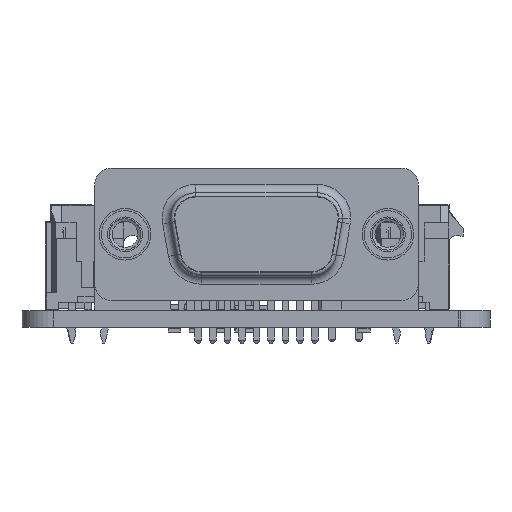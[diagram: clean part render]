
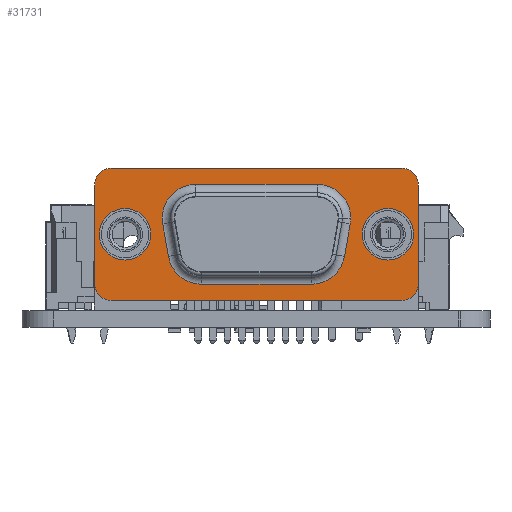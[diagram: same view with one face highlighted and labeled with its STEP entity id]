
A CAD part, left-side view. The second image highlights one B-rep face of the part: STEP entity #31731.
In plain terms, the highlighted face is planar.
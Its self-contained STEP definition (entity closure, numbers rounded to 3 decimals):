
#31374 = VERTEX_POINT('',#31375);
#31375 = CARTESIAN_POINT('',(14.945,7.2,9.5));
#31381 = EDGE_CURVE('',#31382,#31374,#31384,.T.);
#31382 = VERTEX_POINT('',#31383);
#31383 = CARTESIAN_POINT('',(10.045,7.2,9.5));
#31384 = CIRCLE('',#31385,2.45);
#31385 = AXIS2_PLACEMENT_3D('',#31386,#31387,#31388);
#31386 = CARTESIAN_POINT('',(12.495,7.2,9.5));
#31387 = DIRECTION('',(0.,0.,1.));
#31388 = DIRECTION('',(-1.,0.,0.));
#31416 = VERTEX_POINT('',#31417);
#31417 = CARTESIAN_POINT('',(-10.045,7.2,9.5));
#31423 = EDGE_CURVE('',#31424,#31416,#31426,.T.);
#31424 = VERTEX_POINT('',#31425);
#31425 = CARTESIAN_POINT('',(-14.945,7.2,9.5));
#31426 = CIRCLE('',#31427,2.45);
#31427 = AXIS2_PLACEMENT_3D('',#31428,#31429,#31430);
#31428 = CARTESIAN_POINT('',(-12.495,7.2,9.5));
#31429 = DIRECTION('',(0.,0.,1.));
#31430 = DIRECTION('',(1.,0.,0.));
#31498 = VERTEX_POINT('',#31499);
#31499 = CARTESIAN_POINT('',(5.765,11.95,9.5));
#31508 = EDGE_CURVE('',#31498,#31509,#31511,.T.);
#31509 = VERTEX_POINT('',#31510);
#31510 = CARTESIAN_POINT('',(8.965,8.75,9.5));
#31511 = CIRCLE('',#31512,3.2);
#31512 = AXIS2_PLACEMENT_3D('',#31513,#31514,#31515);
#31513 = CARTESIAN_POINT('',(5.765,8.75,9.5));
#31514 = DIRECTION('',(0.,-0.,-1.));
#31515 = DIRECTION('',(1.,0.,0.));
#31731 = ADVANCED_FACE('',(#31732,#31742,#31752,#31821),#31891,.T.);
#31732 = FACE_BOUND('',#31733,.T.);
#31733 = EDGE_LOOP('',(#31734,#31741));
#31734 = ORIENTED_EDGE('',*,*,#31735,.F.);
#31735 = EDGE_CURVE('',#31374,#31382,#31736,.T.);
#31736 = CIRCLE('',#31737,2.45);
#31737 = AXIS2_PLACEMENT_3D('',#31738,#31739,#31740);
#31738 = CARTESIAN_POINT('',(12.495,7.2,9.5));
#31739 = DIRECTION('',(0.,0.,1.));
#31740 = DIRECTION('',(-1.,0.,0.));
#31741 = ORIENTED_EDGE('',*,*,#31381,.F.);
#31742 = FACE_BOUND('',#31743,.T.);
#31743 = EDGE_LOOP('',(#31744,#31751));
#31744 = ORIENTED_EDGE('',*,*,#31745,.F.);
#31745 = EDGE_CURVE('',#31416,#31424,#31746,.T.);
#31746 = CIRCLE('',#31747,2.45);
#31747 = AXIS2_PLACEMENT_3D('',#31748,#31749,#31750);
#31748 = CARTESIAN_POINT('',(-12.495,7.2,9.5));
#31749 = DIRECTION('',(0.,0.,1.));
#31750 = DIRECTION('',(1.,0.,0.));
#31751 = ORIENTED_EDGE('',*,*,#31423,.F.);
#31752 = FACE_BOUND('',#31753,.T.);
#31753 = EDGE_LOOP('',(#31754,#31762,#31763,#31772,#31780,#31789,#31797,
    #31806,#31814));
#31754 = ORIENTED_EDGE('',*,*,#31755,.T.);
#31755 = EDGE_CURVE('',#31756,#31498,#31758,.T.);
#31756 = VERTEX_POINT('',#31757);
#31757 = CARTESIAN_POINT('',(-5.765,11.95,9.5));
#31758 = LINE('',#31759,#31760);
#31759 = CARTESIAN_POINT('',(0.,11.95,9.5));
#31760 = VECTOR('',#31761,1.);
#31761 = DIRECTION('',(1.,0.,0.));
#31762 = ORIENTED_EDGE('',*,*,#31508,.T.);
#31763 = ORIENTED_EDGE('',*,*,#31764,.T.);
#31764 = EDGE_CURVE('',#31509,#31765,#31767,.T.);
#31765 = VERTEX_POINT('',#31766);
#31766 = CARTESIAN_POINT('',(8.916,8.194,9.5));
#31767 = CIRCLE('',#31768,3.2);
#31768 = AXIS2_PLACEMENT_3D('',#31769,#31770,#31771);
#31769 = CARTESIAN_POINT('',(5.765,8.75,9.5));
#31770 = DIRECTION('',(0.,0.,-1.));
#31771 = DIRECTION('',(1.,0.,0.));
#31772 = ORIENTED_EDGE('',*,*,#31773,.T.);
#31773 = EDGE_CURVE('',#31765,#31774,#31776,.T.);
#31774 = VERTEX_POINT('',#31775);
#31775 = CARTESIAN_POINT('',(8.37,5.094,9.5));
#31776 = LINE('',#31777,#31778);
#31777 = CARTESIAN_POINT('',(8.477,5.705,9.5));
#31778 = VECTOR('',#31779,1.);
#31779 = DIRECTION('',(-0.174,-0.985,-0.));
#31780 = ORIENTED_EDGE('',*,*,#31781,.T.);
#31781 = EDGE_CURVE('',#31774,#31782,#31784,.T.);
#31782 = VERTEX_POINT('',#31783);
#31783 = CARTESIAN_POINT('',(5.218,2.45,9.5));
#31784 = CIRCLE('',#31785,3.2);
#31785 = AXIS2_PLACEMENT_3D('',#31786,#31787,#31788);
#31786 = CARTESIAN_POINT('',(5.218,5.65,9.5));
#31787 = DIRECTION('',(0.,0.,-1.));
#31788 = DIRECTION('',(1.,0.,0.));
#31789 = ORIENTED_EDGE('',*,*,#31790,.T.);
#31790 = EDGE_CURVE('',#31782,#31791,#31793,.T.);
#31791 = VERTEX_POINT('',#31792);
#31792 = CARTESIAN_POINT('',(-5.218,2.45,9.5));
#31793 = LINE('',#31794,#31795);
#31794 = CARTESIAN_POINT('',(0.,2.45,9.5));
#31795 = VECTOR('',#31796,1.);
#31796 = DIRECTION('',(-1.,-0.,-0.));
#31797 = ORIENTED_EDGE('',*,*,#31798,.T.);
#31798 = EDGE_CURVE('',#31791,#31799,#31801,.T.);
#31799 = VERTEX_POINT('',#31800);
#31800 = CARTESIAN_POINT('',(-8.37,5.094,9.5));
#31801 = CIRCLE('',#31802,3.2);
#31802 = AXIS2_PLACEMENT_3D('',#31803,#31804,#31805);
#31803 = CARTESIAN_POINT('',(-5.218,5.65,9.5));
#31804 = DIRECTION('',(0.,0.,-1.));
#31805 = DIRECTION('',(1.,0.,0.));
#31806 = ORIENTED_EDGE('',*,*,#31807,.T.);
#31807 = EDGE_CURVE('',#31799,#31808,#31810,.T.);
#31808 = VERTEX_POINT('',#31809);
#31809 = CARTESIAN_POINT('',(-8.916,8.194,9.5));
#31810 = LINE('',#31811,#31812);
#31811 = CARTESIAN_POINT('',(-8.477,5.705,9.5));
#31812 = VECTOR('',#31813,1.);
#31813 = DIRECTION('',(-0.174,0.985,0.));
#31814 = ORIENTED_EDGE('',*,*,#31815,.T.);
#31815 = EDGE_CURVE('',#31808,#31756,#31816,.T.);
#31816 = CIRCLE('',#31817,3.2);
#31817 = AXIS2_PLACEMENT_3D('',#31818,#31819,#31820);
#31818 = CARTESIAN_POINT('',(-5.765,8.75,9.5));
#31819 = DIRECTION('',(0.,0.,-1.));
#31820 = DIRECTION('',(1.,0.,0.));
#31821 = FACE_BOUND('',#31822,.T.);
#31822 = EDGE_LOOP('',(#31823,#31833,#31842,#31850,#31859,#31867,#31876,
    #31884));
#31823 = ORIENTED_EDGE('',*,*,#31824,.T.);
#31824 = EDGE_CURVE('',#31825,#31827,#31829,.T.);
#31825 = VERTEX_POINT('',#31826);
#31826 = CARTESIAN_POINT('',(-15.405,11.875,9.5));
#31827 = VERTEX_POINT('',#31828);
#31828 = CARTESIAN_POINT('',(-15.405,2.525,9.5));
#31829 = LINE('',#31830,#31831);
#31830 = CARTESIAN_POINT('',(-15.405,0.925,9.5));
#31831 = VECTOR('',#31832,1.);
#31832 = DIRECTION('',(-0.,-1.,-0.));
#31833 = ORIENTED_EDGE('',*,*,#31834,.T.);
#31834 = EDGE_CURVE('',#31827,#31835,#31837,.T.);
#31835 = VERTEX_POINT('',#31836);
#31836 = CARTESIAN_POINT('',(-13.805,0.925,9.5));
#31837 = CIRCLE('',#31838,1.6);
#31838 = AXIS2_PLACEMENT_3D('',#31839,#31840,#31841);
#31839 = CARTESIAN_POINT('',(-13.805,2.525,9.5));
#31840 = DIRECTION('',(0.,0.,1.));
#31841 = DIRECTION('',(1.,0.,0.));
#31842 = ORIENTED_EDGE('',*,*,#31843,.T.);
#31843 = EDGE_CURVE('',#31835,#31844,#31846,.T.);
#31844 = VERTEX_POINT('',#31845);
#31845 = CARTESIAN_POINT('',(13.805,0.925,9.5));
#31846 = LINE('',#31847,#31848);
#31847 = CARTESIAN_POINT('',(15.405,0.925,9.5));
#31848 = VECTOR('',#31849,1.);
#31849 = DIRECTION('',(1.,0.,0.));
#31850 = ORIENTED_EDGE('',*,*,#31851,.T.);
#31851 = EDGE_CURVE('',#31844,#31852,#31854,.T.);
#31852 = VERTEX_POINT('',#31853);
#31853 = CARTESIAN_POINT('',(15.405,2.525,9.5));
#31854 = CIRCLE('',#31855,1.6);
#31855 = AXIS2_PLACEMENT_3D('',#31856,#31857,#31858);
#31856 = CARTESIAN_POINT('',(13.805,2.525,9.5));
#31857 = DIRECTION('',(0.,0.,1.));
#31858 = DIRECTION('',(1.,0.,0.));
#31859 = ORIENTED_EDGE('',*,*,#31860,.T.);
#31860 = EDGE_CURVE('',#31852,#31861,#31863,.T.);
#31861 = VERTEX_POINT('',#31862);
#31862 = CARTESIAN_POINT('',(15.405,11.875,9.5));
#31863 = LINE('',#31864,#31865);
#31864 = CARTESIAN_POINT('',(15.405,0.925,9.5));
#31865 = VECTOR('',#31866,1.);
#31866 = DIRECTION('',(0.,1.,0.));
#31867 = ORIENTED_EDGE('',*,*,#31868,.T.);
#31868 = EDGE_CURVE('',#31861,#31869,#31871,.T.);
#31869 = VERTEX_POINT('',#31870);
#31870 = CARTESIAN_POINT('',(13.805,13.475,9.5));
#31871 = CIRCLE('',#31872,1.6);
#31872 = AXIS2_PLACEMENT_3D('',#31873,#31874,#31875);
#31873 = CARTESIAN_POINT('',(13.805,11.875,9.5));
#31874 = DIRECTION('',(0.,0.,1.));
#31875 = DIRECTION('',(1.,0.,0.));
#31876 = ORIENTED_EDGE('',*,*,#31877,.T.);
#31877 = EDGE_CURVE('',#31869,#31878,#31880,.T.);
#31878 = VERTEX_POINT('',#31879);
#31879 = CARTESIAN_POINT('',(-13.805,13.475,9.5));
#31880 = LINE('',#31881,#31882);
#31881 = CARTESIAN_POINT('',(15.405,13.475,9.5));
#31882 = VECTOR('',#31883,1.);
#31883 = DIRECTION('',(-1.,0.,0.));
#31884 = ORIENTED_EDGE('',*,*,#31885,.T.);
#31885 = EDGE_CURVE('',#31878,#31825,#31886,.T.);
#31886 = CIRCLE('',#31887,1.6);
#31887 = AXIS2_PLACEMENT_3D('',#31888,#31889,#31890);
#31888 = CARTESIAN_POINT('',(-13.805,11.875,9.5));
#31889 = DIRECTION('',(0.,0.,1.));
#31890 = DIRECTION('',(1.,0.,0.));
#31891 = PLANE('',#31892);
#31892 = AXIS2_PLACEMENT_3D('',#31893,#31894,#31895);
#31893 = CARTESIAN_POINT('',(0.,7.2,9.5));
#31894 = DIRECTION('',(0.,0.,1.));
#31895 = DIRECTION('',(1.,0.,0.));
